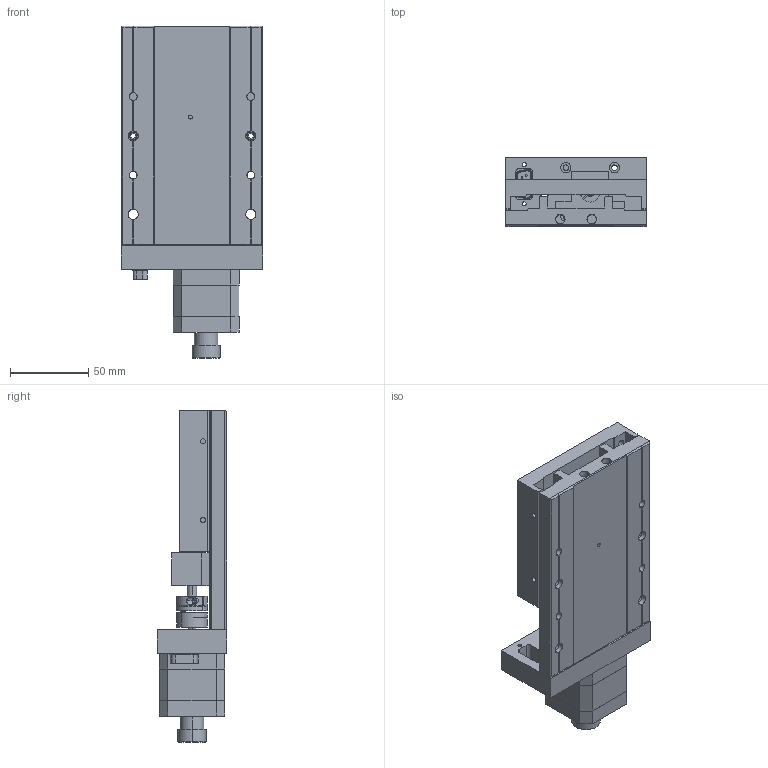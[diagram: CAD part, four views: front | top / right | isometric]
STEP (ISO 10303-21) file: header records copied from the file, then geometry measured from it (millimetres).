
FILE_DESCRIPTION (( 'STEP AP203' ), '1' );
FILE_NAME ('TSA30-C.step', '2019-05-06T08:37:12', ( '' ), ( '' ), 'SwSTEP 2.0', 'SolidWorks 2017', '' );
FILE_SCHEMA (( 'CONFIG_CONTROL_DESIGN' ));
Length unit declared in the file: millimetre
Products named in the file (1): TSA30-C
Bounding box: 90 x 44 x 211.5 mm (x, y, z)
Surface area: 94906.4 mm2 (no closed solid volume)
Topology: 0 solids, 34 shells, 526 faces, 1723 edges, 1224 vertices
Faces by surface type: plane 283, cylinder 216, torus 17, cone 10
Entity records: 19561 total; most frequent: CARTESIAN_POINT 4093, DIRECTION 3266, ORIENTED_EDGE 2885, EDGE_CURVE 1723, VERTEX_POINT 1224, AXIS2_PLACEMENT_3D 1097, VECTOR 1072, LINE 1072
